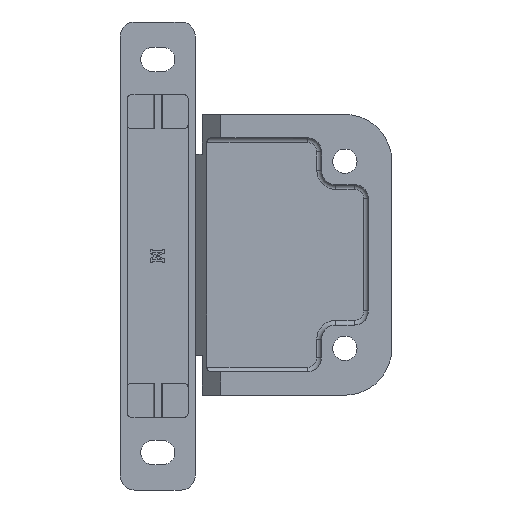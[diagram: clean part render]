
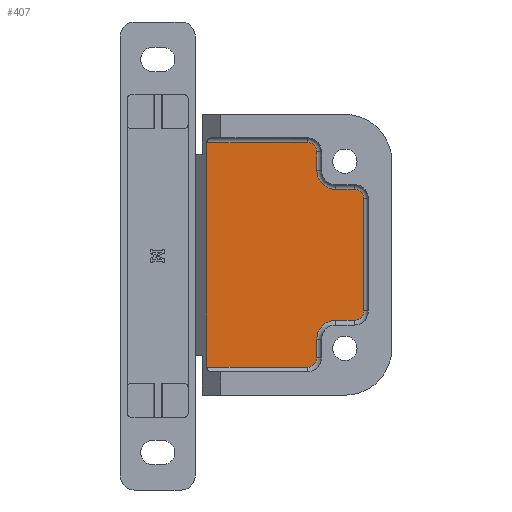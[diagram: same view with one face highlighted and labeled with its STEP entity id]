
A CAD part, front view. The second image highlights one B-rep face of the part: STEP entity #407.
In plain terms, the highlighted planar face has unit normal (0, -1, 0).
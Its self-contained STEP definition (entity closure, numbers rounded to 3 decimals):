
#407=ADVANCED_FACE('',(#721),#722,.F.);
#721=FACE_OUTER_BOUND('',#1403,.T.);
#722=PLANE('',#1404);
#1403=EDGE_LOOP('',(#2332,#2333,#2334,#2335,#2336,#2337,#2338,#2339,#2340,#2341,#2342,#2343,#2344,#2345));
#1404=AXIS2_PLACEMENT_3D('',#2346,#2347,#2348);
#2332=ORIENTED_EDGE('',*,*,#3391,.T.);
#2333=ORIENTED_EDGE('',*,*,#3476,.T.);
#2334=ORIENTED_EDGE('',*,*,#3471,.T.);
#2335=ORIENTED_EDGE('',*,*,#3467,.T.);
#2336=ORIENTED_EDGE('',*,*,#3461,.T.);
#2337=ORIENTED_EDGE('',*,*,#3463,.T.);
#2338=ORIENTED_EDGE('',*,*,#3469,.T.);
#2339=ORIENTED_EDGE('',*,*,#3473,.T.);
#2340=ORIENTED_EDGE('',*,*,#3478,.T.);
#2341=ORIENTED_EDGE('',*,*,#3480,.T.);
#2342=ORIENTED_EDGE('',*,*,#3483,.T.);
#2343=ORIENTED_EDGE('',*,*,#3485,.T.);
#2344=ORIENTED_EDGE('',*,*,#3488,.T.);
#2345=ORIENTED_EDGE('',*,*,#3489,.T.);
#2346=CARTESIAN_POINT('',(0.,-10.0,25.0));
#2347=DIRECTION('',(0.0,1.0,0.0));
#2348=DIRECTION('',(0.0,0.0,1.0));
#3391=EDGE_CURVE('',#3908,#3906,#3909,.T.);
#3461=EDGE_CURVE('',#4025,#4027,#4029,.T.);
#3463=EDGE_CURVE('',#4027,#4030,#4032,.F.);
#3467=EDGE_CURVE('',#4034,#4025,#4037,.F.);
#3469=EDGE_CURVE('',#4030,#4038,#4040,.F.);
#3471=EDGE_CURVE('',#4041,#4034,#4043,.F.);
#3473=EDGE_CURVE('',#4038,#4044,#4046,.F.);
#3476=EDGE_CURVE('',#3906,#4041,#4049,.F.);
#3478=EDGE_CURVE('',#4044,#4050,#4052,.F.);
#3480=EDGE_CURVE('',#4050,#4053,#4055,.F.);
#3483=EDGE_CURVE('',#4053,#4057,#4059,.T.);
#3485=EDGE_CURVE('',#4057,#4060,#4062,.F.);
#3488=EDGE_CURVE('',#4060,#4064,#4066,.F.);
#3489=EDGE_CURVE('',#4064,#3908,#4067,.F.);
#3906=VERTEX_POINT('',#4715);
#3908=VERTEX_POINT('',#4717);
#3909=LINE('',#4718,#4719);
#4025=VERTEX_POINT('',#4874);
#4027=VERTEX_POINT('',#4876);
#4029=CIRCLE('',#4878,4.0);
#4030=VERTEX_POINT('',#4879);
#4032=LINE('',#4881,#4882);
#4034=VERTEX_POINT('',#4885);
#4037=LINE('',#4889,#4890);
#4038=VERTEX_POINT('',#4891);
#4040=CIRCLE('',#4893,2.0);
#4041=VERTEX_POINT('',#4894);
#4043=CIRCLE('',#4896,2.0);
#4044=VERTEX_POINT('',#4897);
#4046=LINE('',#4899,#4900);
#4049=LINE('',#4905,#4906);
#4050=VERTEX_POINT('',#4907);
#4052=CIRCLE('',#4909,2.0);
#4053=VERTEX_POINT('',#4910);
#4055=LINE('',#4912,#4913);
#4057=VERTEX_POINT('',#4916);
#4059=CIRCLE('',#4918,4.0);
#4060=VERTEX_POINT('',#4919);
#4062=LINE('',#4921,#4922);
#4064=VERTEX_POINT('',#4925);
#4066=CIRCLE('',#4927,2.0);
#4067=LINE('',#4928,#4929);
#4715=CARTESIAN_POINT('',(10.5,-10.0,-24.0));
#4717=CARTESIAN_POINT('',(10.5,-10.0,24.0));
#4718=CARTESIAN_POINT('',(10.5,-10.0,30.0));
#4719=VECTOR('',#6126,1.0);
#4874=CARTESIAN_POINT('',(34.0,-10.0,-18.0));
#4876=CARTESIAN_POINT('',(38.0,-10.0,-14.0));
#4878=AXIS2_PLACEMENT_3D('',#6256,#6257,#6258);
#4879=CARTESIAN_POINT('',(42.0,-10.0,-14.0));
#4881=CARTESIAN_POINT('',(42.0,-10.0,-14.0));
#4882=VECTOR('',#6262,1.0);
#4885=CARTESIAN_POINT('',(34.0,-10.0,-22.0));
#4889=CARTESIAN_POINT('',(34.0,-10.0,-18.0));
#4890=VECTOR('',#6268,1.0);
#4891=CARTESIAN_POINT('',(44.0,-10.0,-12.0));
#4893=AXIS2_PLACEMENT_3D('',#6272,#6273,#6274);
#4894=CARTESIAN_POINT('',(32.0,-10.0,-24.0));
#4896=AXIS2_PLACEMENT_3D('',#6278,#6279,#6280);
#4897=CARTESIAN_POINT('',(44.0,-10.0,12.0));
#4899=CARTESIAN_POINT('',(44.0,-10.0,12.0));
#4900=VECTOR('',#6284,1.0);
#4905=CARTESIAN_POINT('',(32.0,-10.0,-24.0));
#4906=VECTOR('',#6287,1.0);
#4907=CARTESIAN_POINT('',(42.0,-10.0,14.0));
#4909=AXIS2_PLACEMENT_3D('',#6291,#6292,#6293);
#4910=CARTESIAN_POINT('',(38.0,-10.0,14.0));
#4912=CARTESIAN_POINT('',(38.0,-10.0,14.0));
#4913=VECTOR('',#6297,1.0);
#4916=CARTESIAN_POINT('',(34.0,-10.0,18.0));
#4918=AXIS2_PLACEMENT_3D('',#6302,#6303,#6304);
#4919=CARTESIAN_POINT('',(34.0,-10.0,22.0));
#4921=CARTESIAN_POINT('',(34.0,-10.0,22.0));
#4922=VECTOR('',#6308,1.0);
#4925=CARTESIAN_POINT('',(32.0,-10.0,24.0));
#4927=AXIS2_PLACEMENT_3D('',#6313,#6314,#6315);
#4928=CARTESIAN_POINT('',(10.5,-10.0,24.0));
#4929=VECTOR('',#6316,1.0);
#6126=DIRECTION('',(0.0,0.0,-1.0));
#6256=CARTESIAN_POINT('',(38.0,-10.0,-18.0));
#6257=DIRECTION('',(0.0,1.0,0.0));
#6258=DIRECTION('',(0.0,0.0,1.0));
#6262=DIRECTION('',(-1.0,0.0,0.0));
#6268=DIRECTION('',(0.,0.0,-1.0));
#6272=CARTESIAN_POINT('',(42.0,-10.0,-12.0));
#6273=DIRECTION('',(0.0,1.0,0.0));
#6274=DIRECTION('',(0.0,0.0,1.0));
#6278=CARTESIAN_POINT('',(32.0,-10.0,-22.0));
#6279=DIRECTION('',(0.0,1.0,0.0));
#6280=DIRECTION('',(0.0,0.0,1.0));
#6284=DIRECTION('',(0.,0.0,-1.0));
#6287=DIRECTION('',(-1.0,0.0,0.0));
#6291=CARTESIAN_POINT('',(42.0,-10.0,12.0));
#6292=DIRECTION('',(0.0,1.0,0.0));
#6293=DIRECTION('',(0.0,0.0,1.0));
#6297=DIRECTION('',(1.0,0.0,0.0));
#6302=CARTESIAN_POINT('',(38.0,-10.0,18.0));
#6303=DIRECTION('',(0.0,1.0,0.0));
#6304=DIRECTION('',(0.0,0.0,1.0));
#6308=DIRECTION('',(0.,0.0,-1.0));
#6313=CARTESIAN_POINT('',(32.0,-10.0,22.0));
#6314=DIRECTION('',(0.0,1.0,0.0));
#6315=DIRECTION('',(0.0,0.0,1.0));
#6316=DIRECTION('',(1.0,0.0,0.0));
